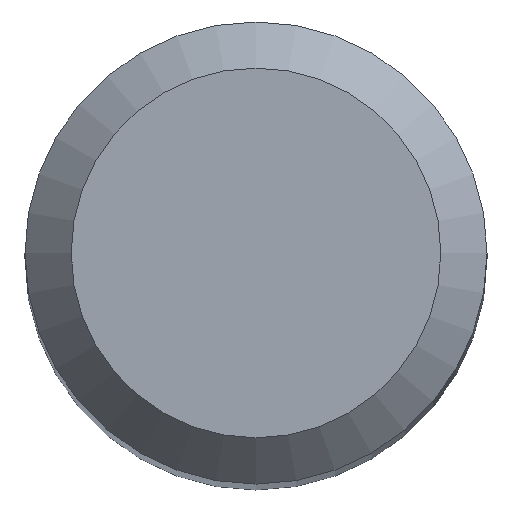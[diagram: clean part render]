
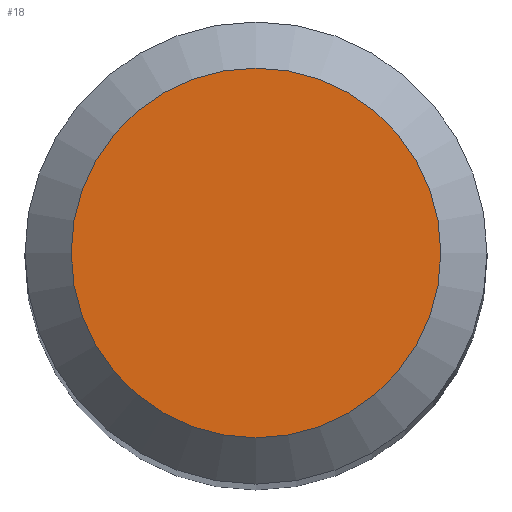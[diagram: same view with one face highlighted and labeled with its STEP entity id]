
A CAD part, top view. The second image highlights one B-rep face of the part: STEP entity #18.
In plain terms, the highlighted planar face has unit normal (0, 0, 1).
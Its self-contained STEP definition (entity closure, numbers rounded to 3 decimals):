
#2 = PLANE ( 'NONE',  #111 ) ;
#7 = DIRECTION ( 'NONE',  ( 0., 1., 0. ) ) ;
#18 = ADVANCED_FACE ( 'NONE', ( #71 ), #2, .F. ) ;
#55 = EDGE_LOOP ( 'NONE', ( #180 ) ) ;
#60 = VERTEX_POINT ( 'NONE', #120 ) ;
#71 = FACE_OUTER_BOUND ( 'NONE', #55, .T. ) ;
#81 = CIRCLE ( 'NONE', #189, 1.2 ) ;
#111 = AXIS2_PLACEMENT_3D ( 'NONE', #144, #122, #208 ) ;
#120 = CARTESIAN_POINT ( 'NONE',  ( 0., 1.2, 38. ) ) ;
#122 = DIRECTION ( 'NONE',  ( 0., 0., -1. ) ) ;
#144 = CARTESIAN_POINT ( 'NONE',  ( 0., 0., 38. ) ) ;
#180 = ORIENTED_EDGE ( 'NONE', *, *, #186, .F. ) ;
#185 = DIRECTION ( 'NONE',  ( 0., 0., -1. ) ) ;
#186 = EDGE_CURVE ( 'NONE', #60, #60, #81, .T. ) ;
#189 = AXIS2_PLACEMENT_3D ( 'NONE', #199, #185, #7 ) ;
#199 = CARTESIAN_POINT ( 'NONE',  ( 0., 0., 38. ) ) ;
#208 = DIRECTION ( 'NONE',  ( 0., 1., 0. ) ) ;
